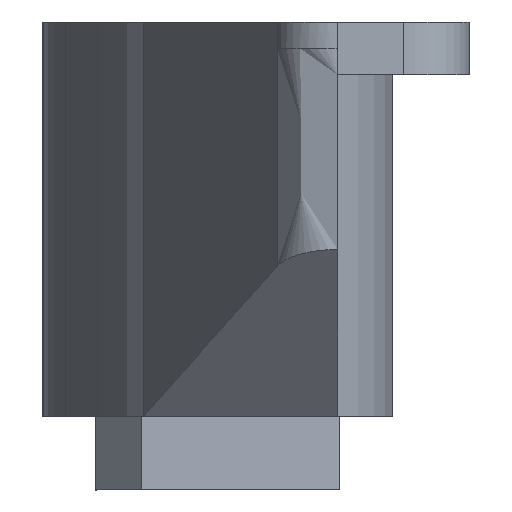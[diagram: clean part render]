
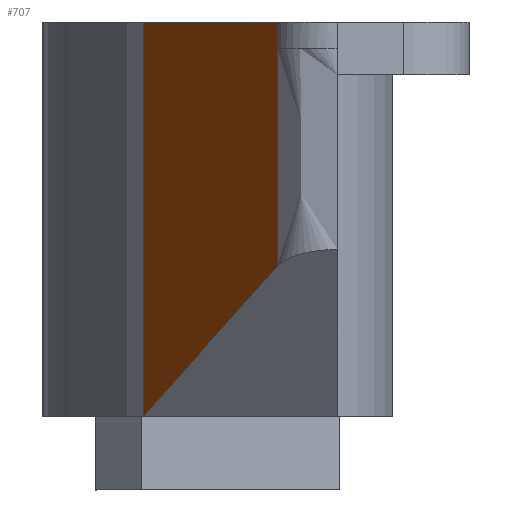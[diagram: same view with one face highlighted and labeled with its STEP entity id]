
A CAD part, left-side view. The second image highlights one B-rep face of the part: STEP entity #707.
In plain terms, the highlighted planar face has unit normal (-0.357, 0.934, 0).
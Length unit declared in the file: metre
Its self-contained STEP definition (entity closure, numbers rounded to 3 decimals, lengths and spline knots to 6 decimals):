
#27=LINE('',#1077,#98);
#32=LINE('',#1088,#103);
#33=LINE('',#1089,#104);
#34=LINE('',#1091,#105);
#98=VECTOR('',#861,1.);
#103=VECTOR('',#870,1.);
#104=VECTOR('',#871,1.);
#105=VECTOR('',#872,1.);
#158=PLANE('',#768);
#178=B_SPLINE_CURVE_WITH_KNOTS('',3,(#999,#1000,#1001,#1002),
 .UNSPECIFIED.,.F.,.F.,(4,4),(0.000001,1.),.UNSPECIFIED.);
#234=ORIENTED_EDGE('',*,*,#438,.T.);
#235=ORIENTED_EDGE('',*,*,#433,.T.);
#236=ORIENTED_EDGE('',*,*,#439,.F.);
#237=ORIENTED_EDGE('',*,*,#440,.T.);
#238=ORIENTED_EDGE('',*,*,#403,.F.);
#403=EDGE_CURVE('',#509,#510,#178,.F.);
#433=EDGE_CURVE('',#535,#518,#27,.T.);
#438=EDGE_CURVE('',#509,#535,#32,.T.);
#439=EDGE_CURVE('',#540,#518,#33,.T.);
#440=EDGE_CURVE('',#540,#510,#34,.T.);
#509=VERTEX_POINT('',#998);
#510=VERTEX_POINT('',#1003);
#518=VERTEX_POINT('',#1026);
#535=VERTEX_POINT('',#1076);
#540=VERTEX_POINT('',#1090);
#615=EDGE_LOOP('',(#234,#235,#236,#237,#238));
#656=FACE_BOUND('',#615,.T.);
#707=ADVANCED_FACE('',(#656),#158,.F.);
#768=AXIS2_PLACEMENT_3D('',#1087,#868,#869);
#861=DIRECTION('',(0.,0.,-1.));
#868=DIRECTION('',(0.357,-0.934,0.));
#869=DIRECTION('',(-0.934,-0.357,0.));
#870=DIRECTION('',(0.934,0.357,0.));
#871=DIRECTION('',(0.867,0.332,-0.372));
#872=DIRECTION('',(0.,0.,1.));
#998=CARTESIAN_POINT('',(0.061841,-0.068434,0.147858));
#999=CARTESIAN_POINT('',(0.061841,-0.068434,0.147358));
#1000=CARTESIAN_POINT('',(0.061841,-0.068434,0.147525));
#1001=CARTESIAN_POINT('',(0.061841,-0.068434,0.147692));
#1002=CARTESIAN_POINT('',(0.061841,-0.068434,0.147858));
#1003=CARTESIAN_POINT('',(0.061841,-0.068434,0.147358));
#1026=CARTESIAN_POINT('',(0.068492,-0.065888,0.140358));
#1076=CARTESIAN_POINT('',(0.068492,-0.065888,0.147858));
#1077=CARTESIAN_POINT('',(0.068492,-0.065888,0.148358));
#1087=CARTESIAN_POINT('',(0.068069,-0.06605,0.148358));
#1088=CARTESIAN_POINT('',(0.068726,-0.065799,0.147858));
#1089=CARTESIAN_POINT('',(0.065096,-0.067188,0.141814));
#1090=CARTESIAN_POINT('',(0.061841,-0.068434,0.143208));
#1091=CARTESIAN_POINT('',(0.061841,-0.068434,0.143208));
